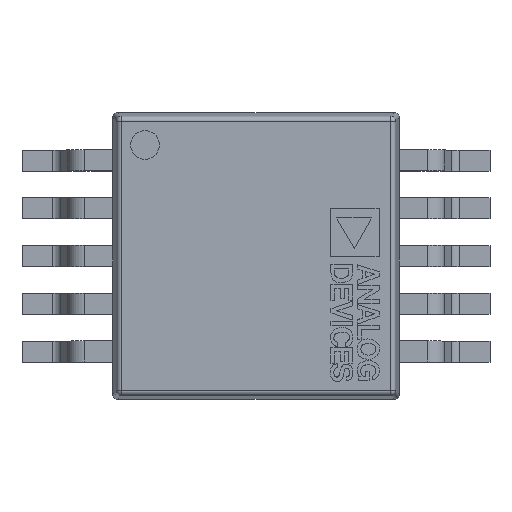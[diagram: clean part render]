
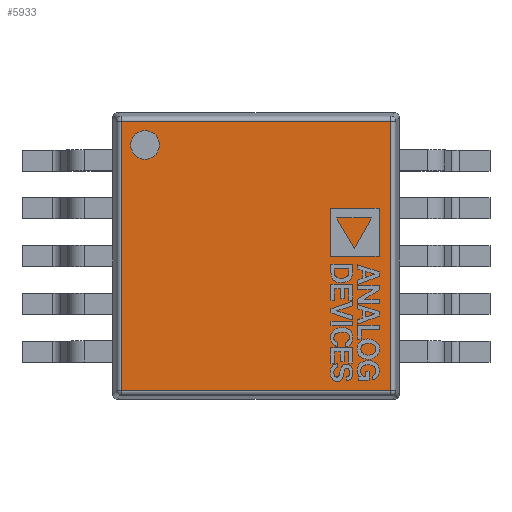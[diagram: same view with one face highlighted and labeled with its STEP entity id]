
A CAD part, top view. The second image highlights one B-rep face of the part: STEP entity #5933.
In plain terms, the highlighted planar face has unit normal (0, 0, 1).
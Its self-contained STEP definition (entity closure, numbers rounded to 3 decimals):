
#200=PLANE('',#6437);
#473=LINE('',#8471,#1159);
#497=LINE('',#8536,#1183);
#501=LINE('',#8542,#1187);
#503=LINE('',#8545,#1189);
#1159=VECTOR('',#6900,10.);
#1183=VECTOR('',#6972,10.);
#1187=VECTOR('',#6980,10.);
#1189=VECTOR('',#6984,10.);
#1917=FACE_OUTER_BOUND('',#2267,.T.);
#2267=EDGE_LOOP('',(#4299,#4300,#4301,#4302));
#2701=VERTEX_POINT('',#8378);
#2713=VERTEX_POINT('',#8403);
#2717=VERTEX_POINT('',#8415);
#2737=VERTEX_POINT('',#8463);
#3319=EDGE_CURVE('',#2737,#2713,#473,.T.);
#3354=EDGE_CURVE('',#2717,#2737,#497,.T.);
#3358=EDGE_CURVE('',#2701,#2717,#501,.T.);
#3360=EDGE_CURVE('',#2713,#2701,#503,.T.);
#4299=ORIENTED_EDGE('',*,*,#3319,.F.);
#4300=ORIENTED_EDGE('',*,*,#3354,.F.);
#4301=ORIENTED_EDGE('',*,*,#3358,.F.);
#4302=ORIENTED_EDGE('',*,*,#3360,.F.);
#5933=ADVANCED_FACE('',(#1917),#200,.T.);
#6437=AXIS2_PLACEMENT_3D('',#8561,#7007,#7008);
#6900=DIRECTION('',(0.,1.,0.));
#6972=DIRECTION('',(-1.,0.,0.));
#6980=DIRECTION('',(0.,-1.,0.));
#6984=DIRECTION('',(1.,0.,0.));
#7007=DIRECTION('center_axis',(0.,0.,1.));
#7008=DIRECTION('ref_axis',(1.,0.,0.));
#8378=CARTESIAN_POINT('',(1.412,1.412,1.1));
#8403=CARTESIAN_POINT('',(-1.412,1.412,1.1));
#8415=CARTESIAN_POINT('',(1.412,-1.412,1.1));
#8463=CARTESIAN_POINT('',(-1.412,-1.412,1.1));
#8471=CARTESIAN_POINT('',(-1.412,0.,1.1));
#8536=CARTESIAN_POINT('',(-1.125,-1.412,1.1));
#8542=CARTESIAN_POINT('',(1.412,0.,1.1));
#8545=CARTESIAN_POINT('',(-1.125,1.412,1.1));
#8561=CARTESIAN_POINT('Origin',(-1.5,0.,1.1));
